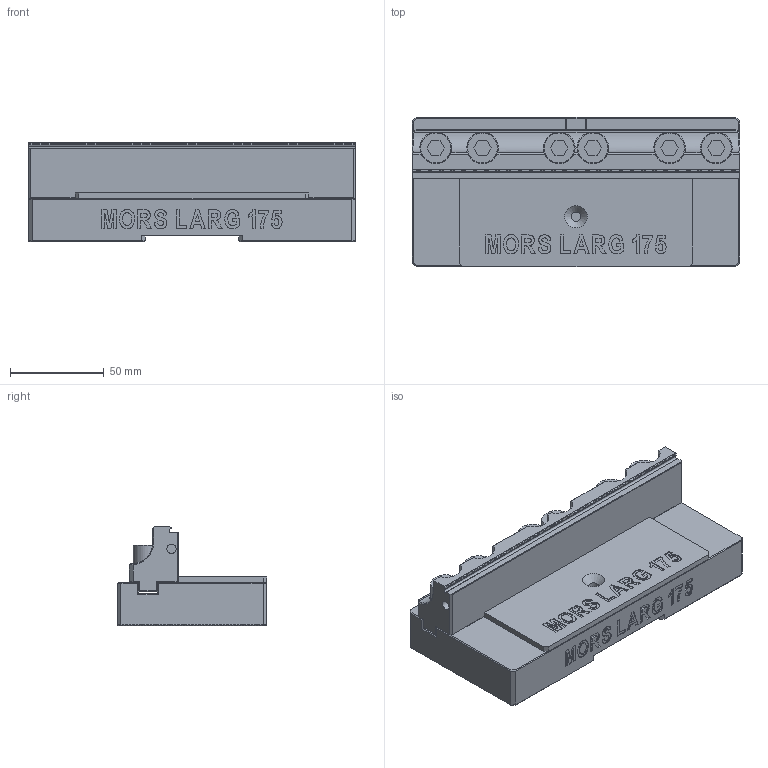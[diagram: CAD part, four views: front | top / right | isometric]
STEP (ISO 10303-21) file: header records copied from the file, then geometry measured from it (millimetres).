
FILE_DESCRIPTION((''),'2;1');
FILE_NAME('TEMP.stp','2019-04-10T15:48:56',(''),(''),'STEP Write','Mastercam 2019 ... CNC Software, Inc.','');
FILE_SCHEMA(('CONFIG_CONTROL_DESIGN'));
Length unit declared in the file: millimetre
Bounding box: 175 x 80 x 53 mm (x, y, z)
Volume: 377617.8 mm3; surface area: 78564.7 mm2
Topology: 1 solids, 1 shells, 1694 faces, 4947 edges, 3248 vertices
Faces by surface type: plane 1406, bspline 120, cylinder 104, cone 64
Full cylindrical faces by diameter (mm): 5 x3, 8.5 x8, 10.2 x6, 16 x6, 17 x6
Entity records: 59500 total; most frequent: CARTESIAN_POINT 15915, ORIENTED_EDGE 9800, DIRECTION 7896, EDGE_CURVE 4900, VECTOR 3764, LINE 3764, VERTEX_POINT 3231, AXIS2_PLACEMENT_3D 2066
